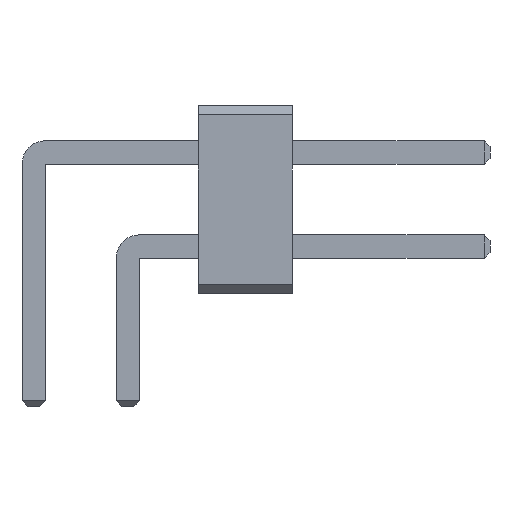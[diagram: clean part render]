
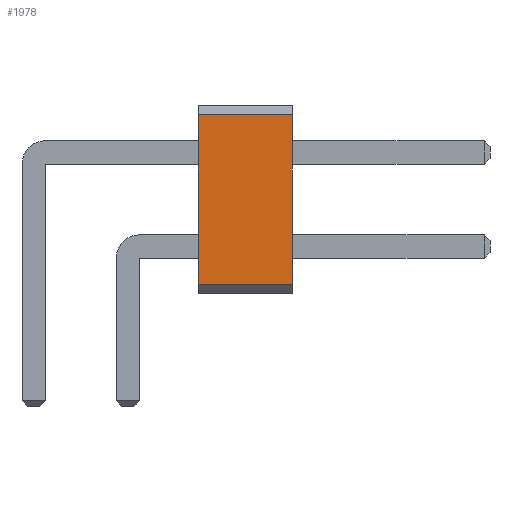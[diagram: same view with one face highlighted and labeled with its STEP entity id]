
A CAD part, front view. The second image highlights one B-rep face of the part: STEP entity #1978.
In plain terms, the highlighted planar face has unit normal (0, -1, 0).
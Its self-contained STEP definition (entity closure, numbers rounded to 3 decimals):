
#13=DIRECTION('',(0.,0.,1.));
#27=VECTOR('',#28,1.);
#28=DIRECTION('',(1.,0.,0.));
#57=DIRECTION('',(0.,-1.,0.));
#1965=VERTEX_POINT('',#1966);
#1966=CARTESIAN_POINT('',(5.5,-67.,0.2));
#1969=EDGE_CURVE('',#1970,#1965,#1972,.T.);
#1970=VERTEX_POINT('',#1971);
#1971=CARTESIAN_POINT('',(3.5,-67.,0.2));
#1972=LINE('',#1971,#27);
#1978=ADVANCED_FACE('',(#1979),#1996,.T.);
#1979=FACE_BOUND('',#1980,.T.);
#1980=EDGE_LOOP('',(#1981,#1982,#1988,#1993));
#1981=ORIENTED_EDGE('',*,*,#1969,.T.);
#1982=ORIENTED_EDGE('',*,*,#1983,.T.);
#1983=EDGE_CURVE('',#1965,#1984,#1986,.T.);
#1984=VERTEX_POINT('',#1985);
#1985=CARTESIAN_POINT('',(5.5,-67.,3.8));
#1986=LINE('',#1966,#1987);
#1987=VECTOR('',#13,1.);
#1988=ORIENTED_EDGE('',*,*,#1989,.F.);
#1989=EDGE_CURVE('',#1990,#1984,#1992,.T.);
#1990=VERTEX_POINT('',#1991);
#1991=CARTESIAN_POINT('',(3.5,-67.,3.8));
#1992=LINE('',#1991,#27);
#1993=ORIENTED_EDGE('',*,*,#1994,.F.);
#1994=EDGE_CURVE('',#1970,#1990,#1995,.T.);
#1995=LINE('',#1971,#1987);
#1996=PLANE('',#1997);
#1997=AXIS2_PLACEMENT_3D('',#1971,#57,#13);
